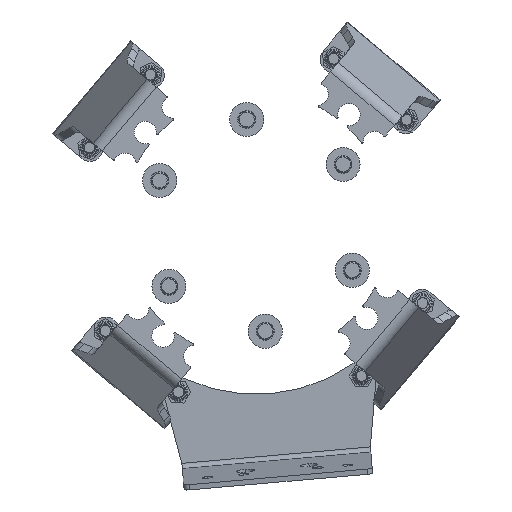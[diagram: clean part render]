
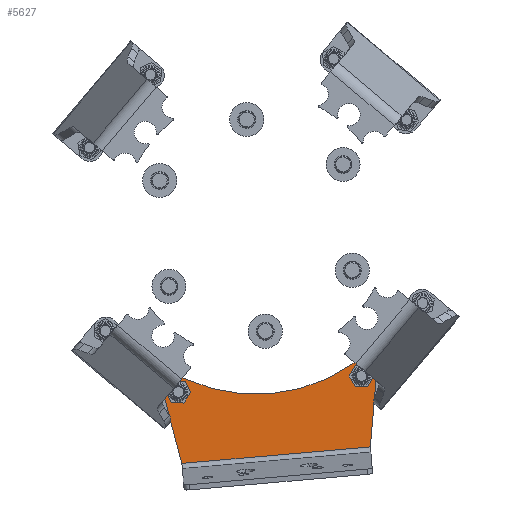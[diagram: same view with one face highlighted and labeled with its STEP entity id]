
A CAD part, front view. The second image highlights one B-rep face of the part: STEP entity #5627.
In plain terms, the highlighted planar face has unit normal (0, -1, 0).
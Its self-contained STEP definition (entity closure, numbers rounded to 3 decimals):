
#292 = AXIS2_PLACEMENT_3D ( 'NONE', #10354, #7113, #4103 ) ;
#342 = AXIS2_PLACEMENT_3D ( 'NONE', #4788, #6819, #8444 ) ;
#418 = VERTEX_POINT ( 'NONE', #1175 ) ;
#433 = ORIENTED_EDGE ( 'NONE', *, *, #13161, .T. ) ;
#443 = ORIENTED_EDGE ( 'NONE', *, *, #20280, .F. ) ;
#783 = VERTEX_POINT ( 'NONE', #1466 ) ;
#927 = DIRECTION ( 'NONE',  ( 0., -1., 0. ) ) ;
#1008 = ORIENTED_EDGE ( 'NONE', *, *, #10694, .T. ) ;
#1154 = EDGE_CURVE ( 'NONE', #15962, #14494, #15093, .T. ) ;
#1175 = CARTESIAN_POINT ( 'NONE',  ( 49.902, 1.403, -74.144 ) ) ;
#1270 = EDGE_CURVE ( 'NONE', #418, #11594, #15117, .T. ) ;
#1466 = CARTESIAN_POINT ( 'NONE',  ( 53.787, 1.403, -104.209 ) ) ;
#1560 = DIRECTION ( 'NONE',  ( 0.087, 0., -0.996 ) ) ;
#1768 = ORIENTED_EDGE ( 'NONE', *, *, #1270, .F. ) ;
#1888 = ORIENTED_EDGE ( 'NONE', *, *, #8739, .T. ) ;
#1962 = EDGE_CURVE ( 'NONE', #10576, #2079, #16201, .T. ) ;
#2079 = VERTEX_POINT ( 'NONE', #11498 ) ;
#2232 = EDGE_CURVE ( 'NONE', #10512, #16982, #5534, .T. ) ;
#2350 = DIRECTION ( 'NONE',  ( 0.087, 0., -0.996 ) ) ;
#2867 = CARTESIAN_POINT ( 'NONE',  ( 49.327, 1.403, -67.569 ) ) ;
#2997 = CARTESIAN_POINT ( 'NONE',  ( -36.556, 1.403, -78.396 ) ) ;
#3159 = CARTESIAN_POINT ( 'NONE',  ( -36.556, 1.403, -78.396 ) ) ;
#3193 = DIRECTION ( 'NONE',  ( 0.085, 0., 0.996 ) ) ;
#3223 = DIRECTION ( 'NONE',  ( 0., -1., 0. ) ) ;
#3398 = ORIENTED_EDGE ( 'NONE', *, *, #6164, .F. ) ;
#3430 = CIRCLE ( 'NONE', #342, 7. ) ;
#3681 = CARTESIAN_POINT ( 'NONE',  ( -36.269, 1.403, -81.683 ) ) ;
#3682 = CARTESIAN_POINT ( 'NONE',  ( -43.321, 1.403, -80.194 ) ) ;
#3748 = FACE_OUTER_BOUND ( 'NONE', #14862, .T. ) ;
#3774 = VECTOR ( 'NONE', #15411, 1000. ) ;
#3872 = EDGE_CURVE ( 'NONE', #14494, #783, #7459, .T. ) ;
#3930 = CARTESIAN_POINT ( 'NONE',  ( -33.598, 1.403, -72.051 ) ) ;
#4062 = CARTESIAN_POINT ( 'NONE',  ( -36.556, 1.403, -78.396 ) ) ;
#4103 = DIRECTION ( 'NONE',  ( 0.087, 0., -0.996 ) ) ;
#4150 = AXIS2_PLACEMENT_3D ( 'NONE', #4062, #18807, #2350 ) ;
#4392 = DIRECTION ( 'NONE',  ( 0.087, 0., -0.996 ) ) ;
#4682 = ORIENTED_EDGE ( 'NONE', *, *, #3872, .T. ) ;
#4788 = CARTESIAN_POINT ( 'NONE',  ( 49.614, 1.403, -70.857 ) ) ;
#5080 = VERTEX_POINT ( 'NONE', #10605 ) ;
#5132 = CIRCLE ( 'NONE', #16144, 7. ) ;
#5534 = CIRCLE ( 'NONE', #11734, 79.5 ) ;
#5543 = DIRECTION ( 'NONE',  ( 0.996, 0., 0.087 ) ) ;
#5627 = ADVANCED_FACE ( 'NONE', ( #18494, #3748, #16901 ), #20214, .T. ) ;
#5707 = CARTESIAN_POINT ( 'NONE',  ( -36.556, 1.403, -78.396 ) ) ;
#5849 = CARTESIAN_POINT ( 'NONE',  ( -43.321, 1.403, -80.194 ) ) ;
#6164 = EDGE_CURVE ( 'NONE', #11594, #418, #17936, .T. ) ;
#6383 = AXIS2_PLACEMENT_3D ( 'NONE', #3159, #9395, #21027 ) ;
#6819 = DIRECTION ( 'NONE',  ( 0., -1., 0. ) ) ;
#7070 = DIRECTION ( 'NONE',  ( 0., 1., 0. ) ) ;
#7113 = DIRECTION ( 'NONE',  ( 0., -1., 0. ) ) ;
#7459 = LINE ( 'NONE', #10814, #16231 ) ;
#7640 = DIRECTION ( 'NONE',  ( 0., -1., 0. ) ) ;
#8148 = CARTESIAN_POINT ( 'NONE',  ( 49.614, 1.403, -70.857 ) ) ;
#8241 = CARTESIAN_POINT ( 'NONE',  ( 53.787, 1.403, -104.209 ) ) ;
#8373 = DIRECTION ( 'NONE',  ( 0., -1., 0. ) ) ;
#8376 = CARTESIAN_POINT ( 'NONE',  ( 49.614, 1.403, -70.857 ) ) ;
#8444 = DIRECTION ( 'NONE',  ( 0.087, 0., -0.996 ) ) ;
#8739 = EDGE_CURVE ( 'NONE', #16982, #20778, #11537, .T. ) ;
#9100 = CARTESIAN_POINT ( 'NONE',  ( 49.614, 1.403, -70.857 ) ) ;
#9395 = DIRECTION ( 'NONE',  ( 0., -1., 0. ) ) ;
#9558 = CIRCLE ( 'NONE', #292, 3.3 ) ;
#9832 = ORIENTED_EDGE ( 'NONE', *, *, #12564, .T. ) ;
#10259 = ORIENTED_EDGE ( 'NONE', *, *, #1962, .F. ) ;
#10354 = CARTESIAN_POINT ( 'NONE',  ( -36.556, 1.403, -78.396 ) ) ;
#10512 = VERTEX_POINT ( 'NONE', #10559 ) ;
#10559 = CARTESIAN_POINT ( 'NONE',  ( 45.599, 1.403, -65.123 ) ) ;
#10576 = VERTEX_POINT ( 'NONE', #3681 ) ;
#10605 = CARTESIAN_POINT ( 'NONE',  ( 49.004, 1.403, -63.883 ) ) ;
#10694 = EDGE_CURVE ( 'NONE', #20778, #15962, #18519, .T. ) ;
#10814 = CARTESIAN_POINT ( 'NONE',  ( -34.874, 1.403, -111.966 ) ) ;
#11091 = DIRECTION ( 'NONE',  ( 0.087, 0., -0.996 ) ) ;
#11498 = CARTESIAN_POINT ( 'NONE',  ( -36.844, 1.403, -75.108 ) ) ;
#11537 = CIRCLE ( 'NONE', #6383, 7. ) ;
#11594 = VERTEX_POINT ( 'NONE', #2867 ) ;
#11734 = AXIS2_PLACEMENT_3D ( 'NONE', #12235, #7070, #20320 ) ;
#11990 = CARTESIAN_POINT ( 'NONE',  ( -34.874, 1.403, -111.966 ) ) ;
#12153 = VECTOR ( 'NONE', #3193, 1000. ) ;
#12235 = CARTESIAN_POINT ( 'NONE',  ( 0., 1.403, 0. ) ) ;
#12480 = VERTEX_POINT ( 'NONE', #16138 ) ;
#12564 = EDGE_CURVE ( 'NONE', #12480, #5080, #5132, .T. ) ;
#12718 = EDGE_LOOP ( 'NONE', ( #3398, #1768 ) ) ;
#13088 = EDGE_LOOP ( 'NONE', ( #443, #10259 ) ) ;
#13161 = EDGE_CURVE ( 'NONE', #5080, #10512, #3430, .T. ) ;
#13741 = AXIS2_PLACEMENT_3D ( 'NONE', #8148, #8373, #14930 ) ;
#13745 = ORIENTED_EDGE ( 'NONE', *, *, #2232, .T. ) ;
#14494 = VERTEX_POINT ( 'NONE', #11990 ) ;
#14862 = EDGE_LOOP ( 'NONE', ( #1888, #1008, #19411, #4682, #20459, #9832, #433, #13745 ) ) ;
#14930 = DIRECTION ( 'NONE',  ( 0.087, 0., -0.996 ) ) ;
#15093 = LINE ( 'NONE', #3682, #3774 ) ;
#15117 = CIRCLE ( 'NONE', #13741, 3.3 ) ;
#15357 = DIRECTION ( 'NONE',  ( 0.087, 0., -0.996 ) ) ;
#15411 = DIRECTION ( 'NONE',  ( 0.257, 0., -0.966 ) ) ;
#15652 = EDGE_CURVE ( 'NONE', #783, #12480, #19434, .T. ) ;
#15962 = VERTEX_POINT ( 'NONE', #5849 ) ;
#16138 = CARTESIAN_POINT ( 'NONE',  ( 56.589, 1.403, -71.453 ) ) ;
#16144 = AXIS2_PLACEMENT_3D ( 'NONE', #8376, #19884, #15357 ) ;
#16201 = CIRCLE ( 'NONE', #21001, 3.3 ) ;
#16231 = VECTOR ( 'NONE', #5543, 1000. ) ;
#16901 = FACE_BOUND ( 'NONE', #12718, .T. ) ;
#16982 = VERTEX_POINT ( 'NONE', #3930 ) ;
#17152 = AXIS2_PLACEMENT_3D ( 'NONE', #5707, #7640, #11091 ) ;
#17936 = CIRCLE ( 'NONE', #19651, 3.3 ) ;
#18494 = FACE_BOUND ( 'NONE', #13088, .T. ) ;
#18519 = CIRCLE ( 'NONE', #17152, 7. ) ;
#18807 = DIRECTION ( 'NONE',  ( 0., -1., 0. ) ) ;
#19411 = ORIENTED_EDGE ( 'NONE', *, *, #1154, .T. ) ;
#19434 = LINE ( 'NONE', #8241, #12153 ) ;
#19651 = AXIS2_PLACEMENT_3D ( 'NONE', #9100, #927, #1560 ) ;
#19884 = DIRECTION ( 'NONE',  ( 0., -1., 0. ) ) ;
#20214 = PLANE ( 'NONE',  #4150 ) ;
#20280 = EDGE_CURVE ( 'NONE', #2079, #10576, #9558, .T. ) ;
#20320 = DIRECTION ( 'NONE',  ( 0.087, 0., -0.996 ) ) ;
#20459 = ORIENTED_EDGE ( 'NONE', *, *, #15652, .T. ) ;
#20534 = CARTESIAN_POINT ( 'NONE',  ( -37.167, 1.403, -71.422 ) ) ;
#20778 = VERTEX_POINT ( 'NONE', #20534 ) ;
#21001 = AXIS2_PLACEMENT_3D ( 'NONE', #2997, #3223, #4392 ) ;
#21027 = DIRECTION ( 'NONE',  ( 0.087, 0., -0.996 ) ) ;
